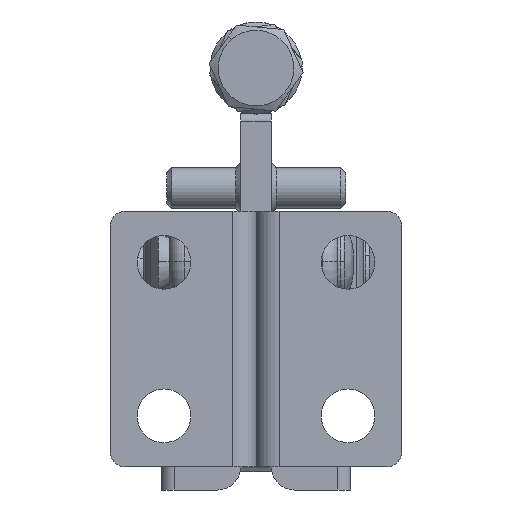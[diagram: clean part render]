
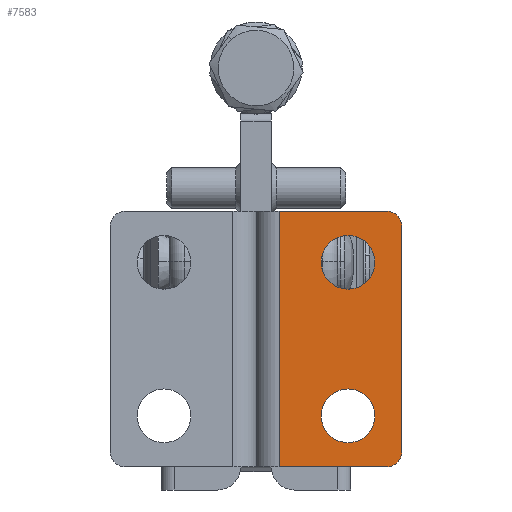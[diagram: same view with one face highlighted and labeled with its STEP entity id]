
A CAD part, front view. The second image highlights one B-rep face of the part: STEP entity #7583.
In plain terms, the highlighted planar face has unit normal (0, -1, 0).
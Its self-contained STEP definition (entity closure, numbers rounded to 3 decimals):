
#7568 = ORIENTED_EDGE ( 'NONE', *, *, #7569, .T. ) ;
#7569 = EDGE_CURVE ( 'NONE', #25828, #7570, #16197, .T. ) ;
#7570 = VERTEX_POINT ( 'NONE', #16192 ) ;
#7571 = ORIENTED_EDGE ( 'NONE', *, *, #7572, .F. ) ;
#7572 = EDGE_CURVE ( 'NONE', #7606, #7570, #16191, .T. ) ;
#7573 = ORIENTED_EDGE ( 'NONE', *, *, #7605, .T. ) ;
#7574 = ORIENTED_EDGE ( 'NONE', *, *, #7575, .T. ) ;
#7575 = EDGE_CURVE ( 'NONE', #7603, #7576, #16187, .T. ) ;
#7576 = VERTEX_POINT ( 'NONE', #16183 ) ;
#7577 = ORIENTED_EDGE ( 'NONE', *, *, #7648, .T. ) ;
#7583 = ADVANCED_FACE ( 'NONE', ( #16177, #16176, #16175 ), #16236, .F. ) ;
#7584 = EDGE_LOOP ( 'NONE', ( #7585, #7587 ) ) ;
#7585 = ORIENTED_EDGE ( 'NONE', *, *, #7586, .F. ) ;
#7586 = EDGE_CURVE ( 'NONE', #25584, #25519, #16231, .T. ) ;
#7587 = ORIENTED_EDGE ( 'NONE', *, *, #25571, .F. ) ;
#7588 = EDGE_LOOP ( 'NONE', ( #7589, #25428 ) ) ;
#7589 = ORIENTED_EDGE ( 'NONE', *, *, #7590, .F. ) ;
#7590 = EDGE_CURVE ( 'NONE', #25576, #25575, #16227, .T. ) ;
#7603 = VERTEX_POINT ( 'NONE', #16262 ) ;
#7605 = EDGE_CURVE ( 'NONE', #7606, #7603, #16261, .T. ) ;
#7606 = VERTEX_POINT ( 'NONE', #16257 ) ;
#7648 = EDGE_CURVE ( 'NONE', #7576, #25806, #16330, .T. ) ;
#16175 = FACE_OUTER_BOUND ( 'NONE', #25427, .T. ) ;
#16176 = FACE_BOUND ( 'NONE', #7588, .T. ) ;
#16177 = FACE_BOUND ( 'NONE', #7584, .T. ) ;
#16183 = CARTESIAN_POINT ( 'NONE',  ( -3., 0., 0. ) ) ;
#16184 = DIRECTION ( 'NONE',  ( 1., 0., 0. ) ) ;
#16185 = VECTOR ( 'NONE', #16184, 1000. ) ;
#16186 = CARTESIAN_POINT ( 'NONE',  ( 0., 0., 0. ) ) ;
#16187 = LINE ( 'NONE', #16186, #16185 ) ;
#16188 = DIRECTION ( 'NONE',  ( 1., 0., 0. ) ) ;
#16189 = VECTOR ( 'NONE', #16188, 1000. ) ;
#16190 = CARTESIAN_POINT ( 'NONE',  ( 0., 0., 50. ) ) ;
#16191 = LINE ( 'NONE', #16190, #16189 ) ;
#16192 = CARTESIAN_POINT ( 'NONE',  ( -3., 0., 50. ) ) ;
#16193 = DIRECTION ( 'NONE',  ( -1., 0., 0. ) ) ;
#16194 = DIRECTION ( 'NONE',  ( 0., -1., 0. ) ) ;
#16195 = CARTESIAN_POINT ( 'NONE',  ( -3., 0., 47. ) ) ;
#16196 = AXIS2_PLACEMENT_3D ( 'NONE', #16195, #16194, #16193 ) ;
#16197 = CIRCLE ( 'NONE', #16196, 3. ) ;
#16223 = DIRECTION ( 'NONE',  ( 1., 0., 0. ) ) ;
#16224 = DIRECTION ( 'NONE',  ( 0., -1., 0. ) ) ;
#16225 = CARTESIAN_POINT ( 'NONE',  ( -10.5, 0., 10. ) ) ;
#16226 = AXIS2_PLACEMENT_3D ( 'NONE', #16225, #16224, #16223 ) ;
#16227 = CIRCLE ( 'NONE', #16226, 5.25 ) ;
#16228 = DIRECTION ( 'NONE',  ( 1., 0., 0. ) ) ;
#16229 = DIRECTION ( 'NONE',  ( 0., -1., 0. ) ) ;
#16230 = AXIS2_PLACEMENT_3D ( 'NONE', #16237, #16229, #16228 ) ;
#16231 = CIRCLE ( 'NONE', #16230, 5.25 ) ;
#16232 = DIRECTION ( 'NONE',  ( -1., 0., 0. ) ) ;
#16233 = DIRECTION ( 'NONE',  ( 0., 1., 0. ) ) ;
#16234 = CARTESIAN_POINT ( 'NONE',  ( 0., 0., 50. ) ) ;
#16235 = AXIS2_PLACEMENT_3D ( 'NONE', #16234, #16233, #16232 ) ;
#16236 = PLANE ( 'NONE',  #16235 ) ;
#16237 = CARTESIAN_POINT ( 'NONE',  ( -10.5, 0., 40. ) ) ;
#16257 = CARTESIAN_POINT ( 'NONE',  ( -24., 0., 50. ) ) ;
#16258 = DIRECTION ( 'NONE',  ( 0., 0., -1. ) ) ;
#16259 = VECTOR ( 'NONE', #16258, 1000. ) ;
#16260 = CARTESIAN_POINT ( 'NONE',  ( -24., 0., 50. ) ) ;
#16261 = LINE ( 'NONE', #16260, #16259 ) ;
#16262 = CARTESIAN_POINT ( 'NONE',  ( -24., 0., 0. ) ) ;
#16326 = DIRECTION ( 'NONE',  ( -1., 0., 0. ) ) ;
#16327 = DIRECTION ( 'NONE',  ( 0., -1., 0. ) ) ;
#16328 = CARTESIAN_POINT ( 'NONE',  ( -3., 0., 3. ) ) ;
#16329 = AXIS2_PLACEMENT_3D ( 'NONE', #16328, #16327, #16326 ) ;
#16330 = CIRCLE ( 'NONE', #16329, 3. ) ;
#19632 = CARTESIAN_POINT ( 'NONE',  ( -15.75, 0., 40. ) ) ;
#19762 = CARTESIAN_POINT ( 'NONE',  ( -5.25, 0., 40. ) ) ;
#19770 = CARTESIAN_POINT ( 'NONE',  ( -5.25, 0., 10. ) ) ;
#19771 = CARTESIAN_POINT ( 'NONE',  ( -15.75, 0., 10. ) ) ;
#19776 = DIRECTION ( 'NONE',  ( 1., 0., 0. ) ) ;
#19777 = DIRECTION ( 'NONE',  ( 0., -1., 0. ) ) ;
#19778 = CARTESIAN_POINT ( 'NONE',  ( -10.5, 0., 10. ) ) ;
#19779 = AXIS2_PLACEMENT_3D ( 'NONE', #19778, #19777, #19776 ) ;
#19780 = CIRCLE ( 'NONE', #19779, 5.25 ) ;
#19781 = DIRECTION ( 'NONE',  ( 1., 0., 0. ) ) ;
#19782 = DIRECTION ( 'NONE',  ( 0., -1., 0. ) ) ;
#19783 = CARTESIAN_POINT ( 'NONE',  ( -10.5, 0., 40. ) ) ;
#19784 = AXIS2_PLACEMENT_3D ( 'NONE', #19783, #19782, #19781 ) ;
#19785 = CIRCLE ( 'NONE', #19784, 5.25 ) ;
#20606 = CARTESIAN_POINT ( 'NONE',  ( 0., 0., 3. ) ) ;
#20653 = DIRECTION ( 'NONE',  ( 0., 0., -1. ) ) ;
#20654 = VECTOR ( 'NONE', #20653, 1000. ) ;
#20655 = CARTESIAN_POINT ( 'NONE',  ( 0., 0., 50. ) ) ;
#20656 = LINE ( 'NONE', #20655, #20654 ) ;
#20693 = CARTESIAN_POINT ( 'NONE',  ( 0., 0., 47. ) ) ;
#25426 = ORIENTED_EDGE ( 'NONE', *, *, #25814, .F. ) ;
#25427 = EDGE_LOOP ( 'NONE', ( #25426, #7568, #7571, #7573, #7574, #7577 ) ) ;
#25428 = ORIENTED_EDGE ( 'NONE', *, *, #25572, .F. ) ;
#25519 = VERTEX_POINT ( 'NONE', #19632 ) ;
#25571 = EDGE_CURVE ( 'NONE', #25519, #25584, #19785, .T. ) ;
#25572 = EDGE_CURVE ( 'NONE', #25575, #25576, #19780, .T. ) ;
#25575 = VERTEX_POINT ( 'NONE', #19771 ) ;
#25576 = VERTEX_POINT ( 'NONE', #19770 ) ;
#25584 = VERTEX_POINT ( 'NONE', #19762 ) ;
#25806 = VERTEX_POINT ( 'NONE', #20606 ) ;
#25814 = EDGE_CURVE ( 'NONE', #25828, #25806, #20656, .T. ) ;
#25828 = VERTEX_POINT ( 'NONE', #20693 ) ;
